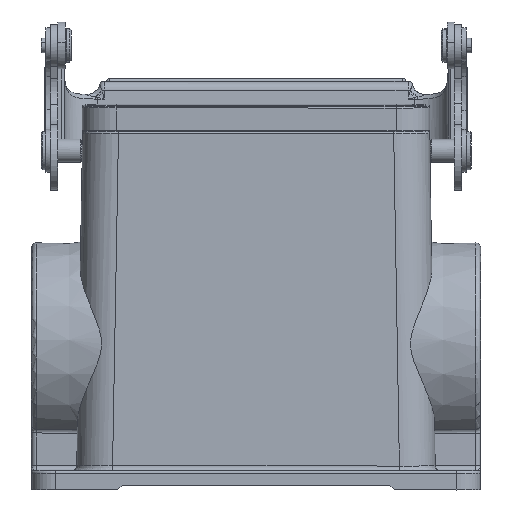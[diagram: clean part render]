
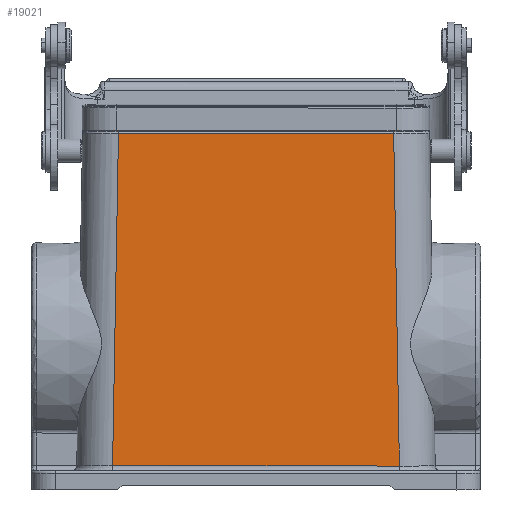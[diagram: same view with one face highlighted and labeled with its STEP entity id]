
A CAD part, top view. The second image highlights one B-rep face of the part: STEP entity #19021.
In plain terms, the highlighted planar face has unit normal (0, 0.009, 1).
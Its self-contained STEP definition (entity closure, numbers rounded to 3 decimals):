
#2376=DIRECTION('',(0.017,-1.,0.009));
#2377=VECTOR('',#2376,69.547);
#2378=CARTESIAN_POINT('',(75.819,51.278,0.004));
#2379=LINE('',#2378,#2377);
#2380=DIRECTION('',(0.018,1.,-0.009));
#2381=VECTOR('',#2380,69.547);
#2382=CARTESIAN_POINT('',(16.964,-18.238,
0.611));
#2383=LINE('',#2382,#2381);
#3234=DIRECTION('',(1.,0.,0.));
#3235=VECTOR('',#3234,60.047);
#3236=CARTESIAN_POINT('',(16.964,-18.238,
0.611));
#3237=LINE('',#3236,#3235);
#4689=DIRECTION('',(-1.,0.,0.));
#4690=VECTOR('',#4689,57.619);
#4691=CARTESIAN_POINT('',(75.819,51.278,0.004));
#4692=LINE('',#4691,#4690);
#14978=CARTESIAN_POINT('',(75.819,51.278,
0.004));
#14979=CARTESIAN_POINT('',(77.011,-18.257,
0.611));
#14980=VERTEX_POINT('',#14978);
#14981=VERTEX_POINT('',#14979);
#14982=CARTESIAN_POINT('',(16.964,-18.238,
0.611));
#14983=CARTESIAN_POINT('',(18.199,51.295,
0.004));
#14984=VERTEX_POINT('',#14982);
#14985=VERTEX_POINT('',#14983);
#19007=CARTESIAN_POINT('',(46.998,16.519,
0.308));
#19008=DIRECTION('',(0.,0.009,1.));
#19009=DIRECTION('',(0.,-1.,0.009));
#19010=AXIS2_PLACEMENT_3D('',#19007,#19008,#19009);
#19011=PLANE('',#19010);
#19013=ORIENTED_EDGE('',*,*,#19012,.T.);
#19015=ORIENTED_EDGE('',*,*,#19014,.F.);
#19016=ORIENTED_EDGE('',*,*,#18993,.T.);
#19018=ORIENTED_EDGE('',*,*,#19017,.F.);
#19019=EDGE_LOOP('',(#19013,#19015,#19016,#19018));
#19020=FACE_OUTER_BOUND('',#19019,.F.);
#18993=EDGE_CURVE('',#14984,#14985,#2383,.T.);
#19012=EDGE_CURVE('',#14980,#14981,#2379,.T.);
#19014=EDGE_CURVE('',#14984,#14981,#3237,.T.);
#19017=EDGE_CURVE('',#14980,#14985,#4692,.T.);
#19021=ADVANCED_FACE('',(#19020),#19011,.T.);
